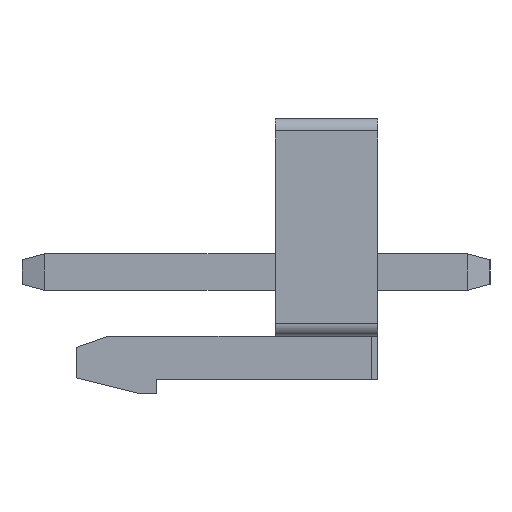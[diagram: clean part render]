
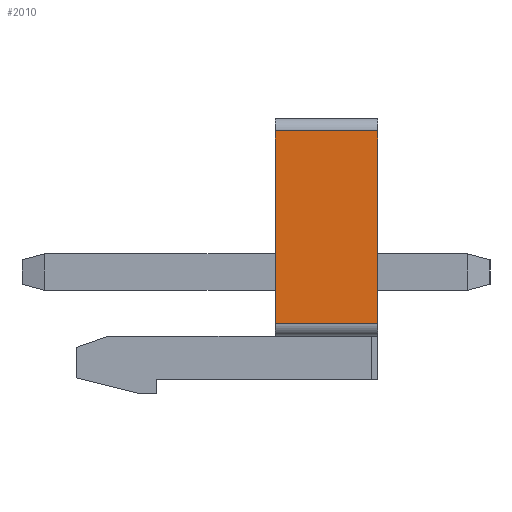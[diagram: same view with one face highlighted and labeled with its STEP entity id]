
A CAD part, left-side view. The second image highlights one B-rep face of the part: STEP entity #2010.
In plain terms, the highlighted planar face has unit normal (-1, 0, 0).
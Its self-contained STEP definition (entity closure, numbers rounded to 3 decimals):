
#1780 = VERTEX_POINT('',#1781);
#1781 = CARTESIAN_POINT('',(-11.85,3.2,-1.6));
#1793 = VERTEX_POINT('',#1794);
#1794 = CARTESIAN_POINT('',(-11.85,3.2,4.4));
#1801 = EDGE_CURVE('',#1780,#1793,#1802,.T.);
#1802 = LINE('',#1803,#1804);
#1803 = CARTESIAN_POINT('',(-11.85,3.2,4.4));
#1804 = VECTOR('',#1805,1.);
#1805 = DIRECTION('',(0.,0.,1.));
#1850 = VERTEX_POINT('',#1851);
#1851 = CARTESIAN_POINT('',(-11.85,0.,4.4));
#1860 = EDGE_CURVE('',#1793,#1850,#1861,.T.);
#1861 = LINE('',#1862,#1863);
#1862 = CARTESIAN_POINT('',(-11.85,3.2,4.4));
#1863 = VECTOR('',#1864,1.);
#1864 = DIRECTION('',(-0.,-1.,-0.));
#1877 = EDGE_CURVE('',#1878,#1850,#1880,.T.);
#1878 = VERTEX_POINT('',#1879);
#1879 = CARTESIAN_POINT('',(-11.85,0.,-1.6));
#1880 = LINE('',#1881,#1882);
#1881 = CARTESIAN_POINT('',(-11.85,0.,4.4));
#1882 = VECTOR('',#1883,1.);
#1883 = DIRECTION('',(0.,0.,1.));
#1998 = EDGE_CURVE('',#1780,#1878,#1999,.T.);
#1999 = LINE('',#2000,#2001);
#2000 = CARTESIAN_POINT('',(-11.85,3.2,-1.6));
#2001 = VECTOR('',#2002,1.);
#2002 = DIRECTION('',(-0.,-1.,-0.));
#2010 = ADVANCED_FACE('',(#2011),#2017,.F.);
#2011 = FACE_BOUND('',#2012,.T.);
#2012 = EDGE_LOOP('',(#2013,#2014,#2015,#2016));
#2013 = ORIENTED_EDGE('',*,*,#1877,.T.);
#2014 = ORIENTED_EDGE('',*,*,#1860,.F.);
#2015 = ORIENTED_EDGE('',*,*,#1801,.F.);
#2016 = ORIENTED_EDGE('',*,*,#1998,.T.);
#2017 = PLANE('',#2018);
#2018 = AXIS2_PLACEMENT_3D('',#2019,#2020,#2021);
#2019 = CARTESIAN_POINT('',(-11.85,3.2,4.4));
#2020 = DIRECTION('',(1.,0.,0.));
#2021 = DIRECTION('',(0.,0.,-1.));
